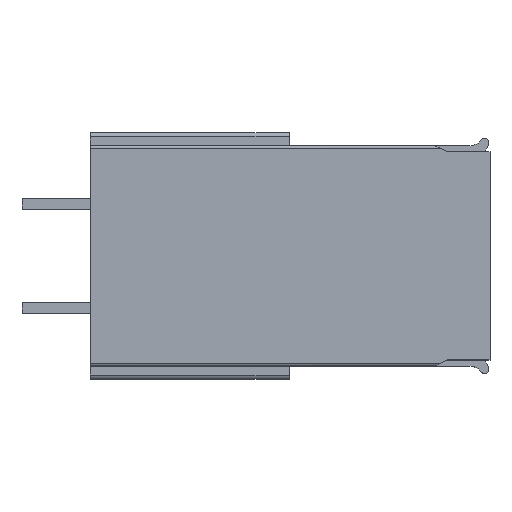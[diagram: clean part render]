
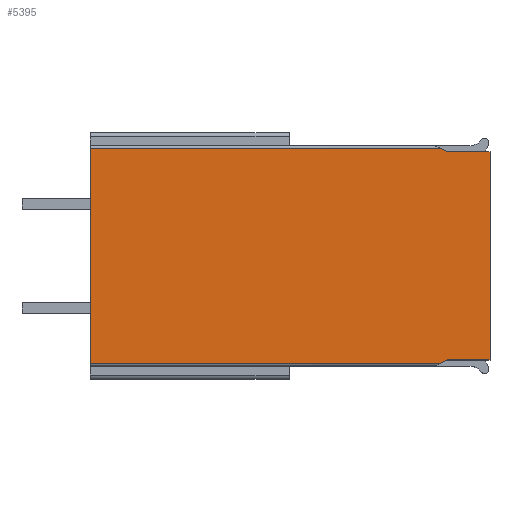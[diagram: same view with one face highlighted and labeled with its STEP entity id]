
A CAD part, top view. The second image highlights one B-rep face of the part: STEP entity #5395.
In plain terms, the highlighted planar face has unit normal (0, 0, 1).
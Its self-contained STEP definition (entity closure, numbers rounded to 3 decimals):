
#495=DIRECTION('',(0.,1.,0.));
#496=VECTOR('',#495,15.24);
#497=CARTESIAN_POINT('',(14.625,1.4,7.145));
#498=LINE('',#497,#496);
#1641=DIRECTION('',(-0.907,0.421,0.));
#1642=VECTOR('',#1641,0.598);
#1643=CARTESIAN_POINT('',(11.525,16.64,7.145));
#1644=LINE('',#1643,#1642);
#1645=DIRECTION('',(-1.,0.,0.));
#1646=VECTOR('',#1645,3.1);
#1647=CARTESIAN_POINT('',(14.625,16.64,7.145));
#1648=LINE('',#1647,#1646);
#1649=DIRECTION('',(-1.,0.,0.));
#1650=VECTOR('',#1649,3.1);
#1651=CARTESIAN_POINT('',(14.625,1.4,7.145));
#1652=LINE('',#1651,#1650);
#1653=DIRECTION('',(-0.907,-0.421,0.));
#1654=VECTOR('',#1653,0.598);
#1655=CARTESIAN_POINT('',(11.525,1.4,7.145));
#1656=LINE('',#1655,#1654);
#1657=DIRECTION('',(1.,0.,0.));
#1658=VECTOR('',#1657,25.608);
#1659=CARTESIAN_POINT('',(-14.625,1.149,7.145));
#1660=LINE('',#1659,#1658);
#1661=DIRECTION('',(0.,1.,0.));
#1662=VECTOR('',#1661,15.743);
#1663=CARTESIAN_POINT('',(-14.625,1.149,7.145));
#1664=LINE('',#1663,#1662);
#1665=DIRECTION('',(1.,0.,0.));
#1666=VECTOR('',#1665,25.608);
#1667=CARTESIAN_POINT('',(-14.625,16.891,7.145));
#1668=LINE('',#1667,#1666);
#2711=CARTESIAN_POINT('',(14.625,1.4,7.145));
#2712=CARTESIAN_POINT('',(11.525,1.4,7.145));
#2713=VERTEX_POINT('',#2711);
#2714=VERTEX_POINT('',#2712);
#2773=CARTESIAN_POINT('',(10.983,1.149,7.145));
#2774=VERTEX_POINT('',#2773);
#2775=CARTESIAN_POINT('',(-14.625,1.149,7.145));
#2776=VERTEX_POINT('',#2775);
#2798=CARTESIAN_POINT('',(-14.625,16.891,7.145));
#2799=VERTEX_POINT('',#2798);
#2936=CARTESIAN_POINT('',(11.525,16.64,7.145));
#2938=VERTEX_POINT('',#2936);
#2998=CARTESIAN_POINT('',(10.983,16.891,7.145));
#2999=VERTEX_POINT('',#2998);
#3000=CARTESIAN_POINT('',(14.625,16.64,7.145));
#3001=VERTEX_POINT('',#3000);
#5376=CARTESIAN_POINT('',(-14.625,0.,7.145));
#5377=DIRECTION('',(0.,0.,1.));
#5378=DIRECTION('',(1.,0.,0.));
#5379=AXIS2_PLACEMENT_3D('',#5376,#5377,#5378);
#5380=PLANE('',#5379);
#5381=ORIENTED_EDGE('',*,*,#4308,.F.);
#5382=ORIENTED_EDGE('',*,*,#5371,.F.);
#5383=ORIENTED_EDGE('',*,*,#3876,.F.);
#5385=ORIENTED_EDGE('',*,*,#5384,.T.);
#5387=ORIENTED_EDGE('',*,*,#5386,.T.);
#5389=ORIENTED_EDGE('',*,*,#5388,.F.);
#5390=ORIENTED_EDGE('',*,*,#4195,.T.);
#5392=ORIENTED_EDGE('',*,*,#5391,.T.);
#5393=EDGE_LOOP('',(#5381,#5382,#5383,#5385,#5387,#5389,#5390,#5392));
#5394=FACE_OUTER_BOUND('',#5393,.F.);
#5395=ADVANCED_FACE('',(#5394),#5380,.T.);
#3876=EDGE_CURVE('',#2713,#3001,#498,.T.);
#4195=EDGE_CURVE('',#2776,#2799,#1664,.T.);
#4308=EDGE_CURVE('',#2938,#2999,#1644,.T.);
#5371=EDGE_CURVE('',#3001,#2938,#1648,.T.);
#5384=EDGE_CURVE('',#2713,#2714,#1652,.T.);
#5386=EDGE_CURVE('',#2714,#2774,#1656,.T.);
#5388=EDGE_CURVE('',#2776,#2774,#1660,.T.);
#5391=EDGE_CURVE('',#2799,#2999,#1668,.T.);
